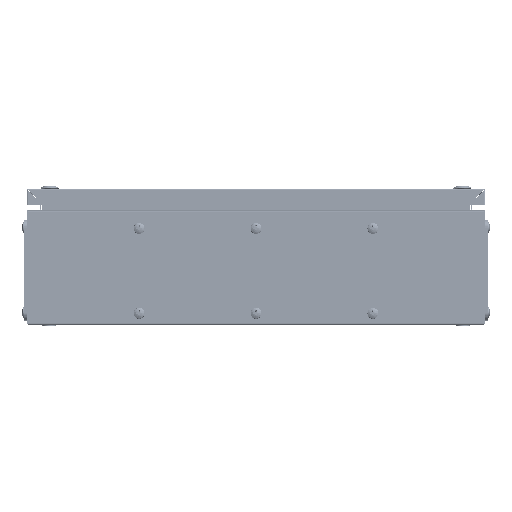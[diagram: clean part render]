
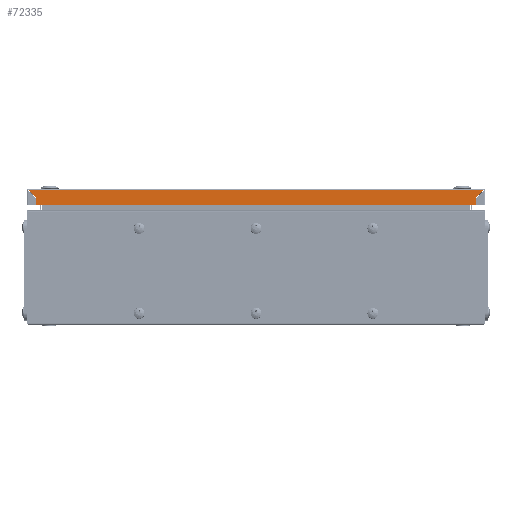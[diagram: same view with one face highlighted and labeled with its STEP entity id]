
A CAD part, left-side view. The second image highlights one B-rep face of the part: STEP entity #72335.
In plain terms, the highlighted face is planar.
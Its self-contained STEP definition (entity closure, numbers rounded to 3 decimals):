
#27017 = CARTESIAN_POINT ( 'NONE',  ( -198.9, -300., 1.1 ) ) ;
#27019 = CARTESIAN_POINT ( 'NONE',  ( 192., -300., 8. ) ) ;
#27020 = CARTESIAN_POINT ( 'NONE',  ( -192., -300., 8. ) ) ;
#27023 = CARTESIAN_POINT ( 'NONE',  ( 198.9, -300., 1.1 ) ) ;
#27025 = CARTESIAN_POINT ( 'NONE',  ( 192., -300., 14.5 ) ) ;
#27029 = CARTESIAN_POINT ( 'NONE',  ( -192., -300., 14.5 ) ) ;
#40195 = ORIENTED_EDGE ( 'NONE', *, *, #89641, .F. ) ;
#40197 = ORIENTED_EDGE ( 'NONE', *, *, #89647, .T. ) ;
#40199 = ORIENTED_EDGE ( 'NONE', *, *, #89651, .T. ) ;
#40201 = ORIENTED_EDGE ( 'NONE', *, *, #89652, .T. ) ;
#40203 = ORIENTED_EDGE ( 'NONE', *, *, #89653, .T. ) ;
#40205 = ORIENTED_EDGE ( 'NONE', *, *, #89648, .T. ) ;
#48398 = EDGE_LOOP ( 'NONE', ( #40195, #40197, #40199, #40201, #40203, #40205 ) ) ;
#50384 = CARTESIAN_POINT ( 'NONE',  ( 192., -300., 1. ) ) ;
#50397 = FACE_OUTER_BOUND ( 'NONE', #48398, .T. ) ;
#50409 = PLANE ( 'NONE',  #120184 ) ;
#50415 = DIRECTION ( 'NONE',  ( 0., 1., 0. ) ) ;
#50418 = DIRECTION ( 'NONE',  ( 0., 0., 1. ) ) ;
#72335 = ADVANCED_FACE ( 'NONE', ( #50397 ), #50409, .F. ) ;
#81754 = VERTEX_POINT ( 'NONE', #27017 ) ;
#81756 = VERTEX_POINT ( 'NONE', #27019 ) ;
#81757 = VERTEX_POINT ( 'NONE', #27020 ) ;
#81760 = VERTEX_POINT ( 'NONE', #27023 ) ;
#81762 = VERTEX_POINT ( 'NONE', #27025 ) ;
#81766 = VERTEX_POINT ( 'NONE', #27029 ) ;
#89641 = EDGE_CURVE ( 'NONE', #81760, #81754, #113325, .T. ) ;
#89647 = EDGE_CURVE ( 'NONE', #81760, #81756, #113344, .T. ) ;
#89648 = EDGE_CURVE ( 'NONE', #81757, #81754, #113350, .T. ) ;
#89651 = EDGE_CURVE ( 'NONE', #81756, #81762, #113367, .T. ) ;
#89652 = EDGE_CURVE ( 'NONE', #81762, #81766, #113370, .T. ) ;
#89653 = EDGE_CURVE ( 'NONE', #81766, #81757, #113373, .T. ) ;
#110729 = VECTOR ( 'NONE', #113339, 1000. ) ;
#110735 = VECTOR ( 'NONE', #113358, 1000. ) ;
#110736 = VECTOR ( 'NONE', #113360, 1000. ) ;
#110740 = VECTOR ( 'NONE', #113369, 1000. ) ;
#110741 = VECTOR ( 'NONE', #113372, 1000. ) ;
#110742 = VECTOR ( 'NONE', #113375, 1000. ) ;
#113325 = LINE ( 'NONE', #113338, #110729 ) ;
#113338 = CARTESIAN_POINT ( 'NONE',  ( 192., -300., 1.1 ) ) ;
#113339 = DIRECTION ( 'NONE',  ( -1., 0., 0. ) ) ;
#113344 = LINE ( 'NONE', #113356, #110735 ) ;
#113350 = LINE ( 'NONE', #113359, #110736 ) ;
#113356 = CARTESIAN_POINT ( 'NONE',  ( 192., -300., 8. ) ) ;
#113358 = DIRECTION ( 'NONE',  ( -0.707, 0., 0.707 ) ) ;
#113359 = CARTESIAN_POINT ( 'NONE',  ( -192., -300., 8. ) ) ;
#113360 = DIRECTION ( 'NONE',  ( -0.707, 0., -0.707 ) ) ;
#113367 = LINE ( 'NONE', #113368, #110740 ) ;
#113368 = CARTESIAN_POINT ( 'NONE',  ( 192., -300., 14.5 ) ) ;
#113369 = DIRECTION ( 'NONE',  ( 0., 0., 1. ) ) ;
#113370 = LINE ( 'NONE', #113371, #110741 ) ;
#113371 = CARTESIAN_POINT ( 'NONE',  ( -192., -300., 14.5 ) ) ;
#113372 = DIRECTION ( 'NONE',  ( -1., 0., 0. ) ) ;
#113373 = LINE ( 'NONE', #113374, #110742 ) ;
#113374 = CARTESIAN_POINT ( 'NONE',  ( -192., -300., 14.5 ) ) ;
#113375 = DIRECTION ( 'NONE',  ( 0., 0., -1. ) ) ;
#120184 = AXIS2_PLACEMENT_3D ( 'NONE', #50384, #50415, #50418 ) ;
